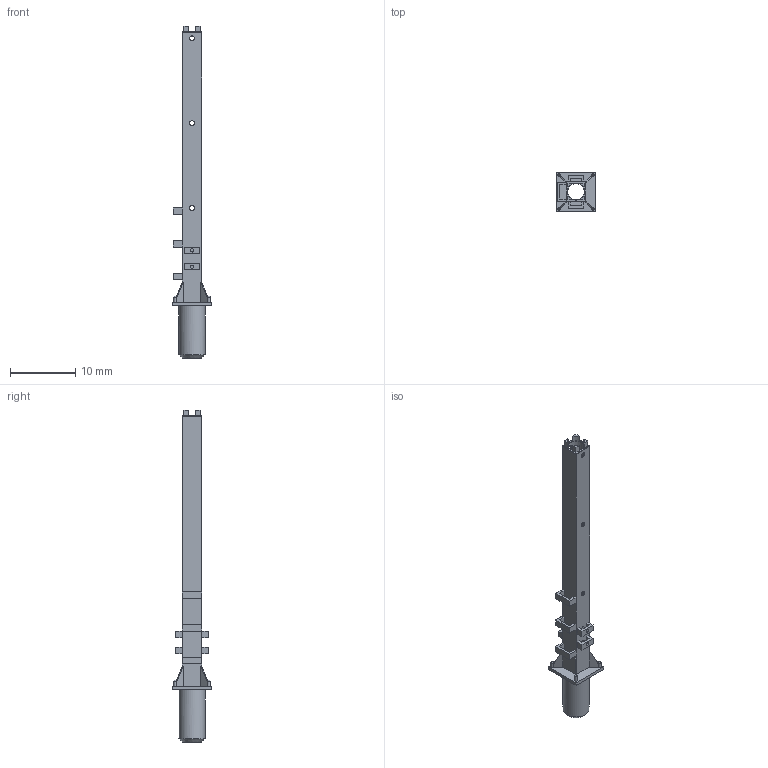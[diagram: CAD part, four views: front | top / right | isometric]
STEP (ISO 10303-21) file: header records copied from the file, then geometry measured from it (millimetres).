
FILE_DESCRIPTION(('FreeCAD Model'),'2;1');
FILE_NAME('Open CASCADE Shape Model','2024-03-24T14:59:37',('FreeCAD'),( 'FreeCAD'),'Open CASCADE STEP processor 7.6','FreeCAD','Unknown');
FILE_SCHEMA(('AUTOMOTIVE_DESIGN { 1 0 10303 214 1 1 1 1 }'));
Length unit declared in the file: millimetre
Products named in the file (1): Open CASCADE STEP translator 7.6 1
Bounding box: 6 x 6 x 50.9 mm (x, y, z)
Volume: 239.7 mm3; surface area: 1193.4 mm2
Topology: 2 solids, 2 shells, 136 faces, 399 edges, 263 vertices
Faces by surface type: plane 114, cylinder 17, sphere 4, cone 1
Full cylindrical faces by diameter (mm): 0.4 x4, 0.5 x4, 0.75 x6, 2.6 x2, 4 x1
Entity records: 10212 total; most frequent: CARTESIAN_POINT 2209, DIRECTION 1485, LINE 1046, VECTOR 1046, ORIENTED_EDGE 790, PCURVE 790, DEFINITIONAL_REPRESENTATION 790, EDGE_CURVE 395
